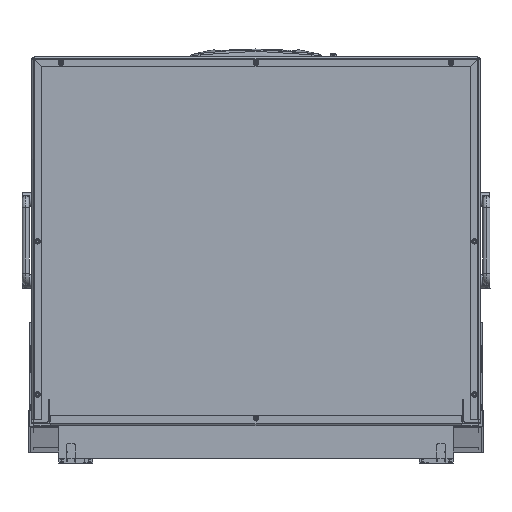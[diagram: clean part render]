
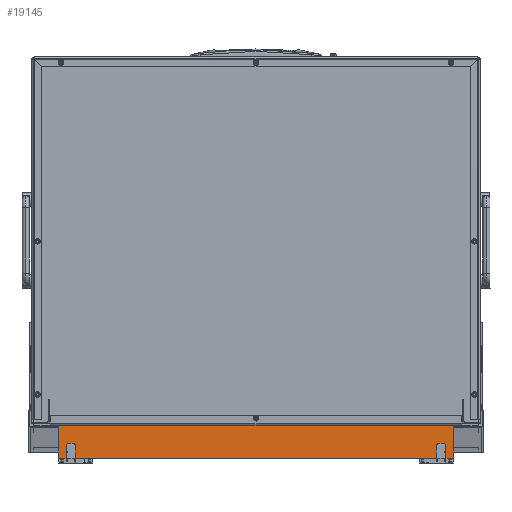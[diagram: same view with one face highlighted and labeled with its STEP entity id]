
A CAD part, front view. The second image highlights one B-rep face of the part: STEP entity #19145.
In plain terms, the highlighted planar face has unit normal (0, -1, 0).
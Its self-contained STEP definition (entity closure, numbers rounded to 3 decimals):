
#533 = VECTOR ( 'NONE', #40901, 1000. ) ;
#535 = VERTEX_POINT ( 'NONE', #12063 ) ;
#688 = CARTESIAN_POINT ( 'NONE',  ( -221., -4., 5. ) ) ;
#1094 = CARTESIAN_POINT ( 'NONE',  ( 242., -4., 20. ) ) ;
#1803 = CARTESIAN_POINT ( 'NONE',  ( -233., -4., 5. ) ) ;
#2174 = ORIENTED_EDGE ( 'NONE', *, *, #76919, .T. ) ;
#2682 = LINE ( 'NONE', #60611, #62420 ) ;
#3038 = FACE_OUTER_BOUND ( 'NONE', #5624, .T. ) ;
#4601 = LINE ( 'NONE', #31363, #21624 ) ;
#5156 = ORIENTED_EDGE ( 'NONE', *, *, #5186, .T. ) ;
#5186 = EDGE_CURVE ( 'NONE', #78571, #16565, #31763, .T. ) ;
#5624 = EDGE_LOOP ( 'NONE', ( #38006, #68835, #11425, #18523, #80905, #20070, #75035, #80835, #37982, #2174, #52419, #58822, #29129, #5156, #57548, #15373 ) ) ;
#6498 = VECTOR ( 'NONE', #53829, 1000. ) ;
#6745 = VERTEX_POINT ( 'NONE', #84394 ) ;
#7254 = CARTESIAN_POINT ( 'NONE',  ( 221., -4., 20. ) ) ;
#7640 = CARTESIAN_POINT ( 'NONE',  ( -224., -4., 5. ) ) ;
#8422 = LINE ( 'NONE', #1094, #6498 ) ;
#10358 = CARTESIAN_POINT ( 'NONE',  ( -242., -4., 20. ) ) ;
#11408 = VERTEX_POINT ( 'NONE', #16956 ) ;
#11425 = ORIENTED_EDGE ( 'NONE', *, *, #84061, .F. ) ;
#11629 = EDGE_CURVE ( 'NONE', #52525, #78571, #25980, .T. ) ;
#11633 = DIRECTION ( 'NONE',  ( 0., 0., 1. ) ) ;
#12063 = CARTESIAN_POINT ( 'NONE',  ( 233., -4., 20. ) ) ;
#12421 = EDGE_CURVE ( 'NONE', #70370, #78095, #8422, .T. ) ;
#12508 = CARTESIAN_POINT ( 'NONE',  ( -221., -4., 20. ) ) ;
#14607 = EDGE_CURVE ( 'NONE', #16565, #62463, #51792, .T. ) ;
#15156 = LINE ( 'NONE', #34187, #62879 ) ;
#15373 = ORIENTED_EDGE ( 'NONE', *, *, #20031, .T. ) ;
#16242 = DIRECTION ( 'NONE',  ( 0., 1., 0. ) ) ;
#16565 = VERTEX_POINT ( 'NONE', #54353 ) ;
#16956 = CARTESIAN_POINT ( 'NONE',  ( 224., -4., 2. ) ) ;
#17582 = CARTESIAN_POINT ( 'NONE',  ( -233., -4., 20. ) ) ;
#17955 = CARTESIAN_POINT ( 'NONE',  ( -242., -4., 20. ) ) ;
#18523 = ORIENTED_EDGE ( 'NONE', *, *, #72878, .F. ) ;
#19145 = ADVANCED_FACE ( 'NONE', ( #3038 ), #37116, .T. ) ;
#20031 = EDGE_CURVE ( 'NONE', #62463, #20077, #58488, .T. ) ;
#20070 = ORIENTED_EDGE ( 'NONE', *, *, #51079, .F. ) ;
#20077 = VERTEX_POINT ( 'NONE', #1803 ) ;
#21265 = CIRCLE ( 'NONE', #38990, 3. ) ;
#21475 = CARTESIAN_POINT ( 'NONE',  ( -233., -4., 20. ) ) ;
#21522 = DIRECTION ( 'NONE',  ( 0., 0., 1. ) ) ;
#21575 = VECTOR ( 'NONE', #37683, 1000. ) ;
#21624 = VECTOR ( 'NONE', #84063, 1000. ) ;
#22473 = EDGE_CURVE ( 'NONE', #50205, #6745, #59539, .T. ) ;
#22502 = CARTESIAN_POINT ( 'NONE',  ( 242., -4., -20. ) ) ;
#24193 = LINE ( 'NONE', #10358, #26866 ) ;
#24732 = DIRECTION ( 'NONE',  ( 0., 1., 0. ) ) ;
#24767 = VECTOR ( 'NONE', #78099, 1000. ) ;
#25967 = EDGE_CURVE ( 'NONE', #82707, #68908, #57032, .T. ) ;
#25980 = LINE ( 'NONE', #84334, #21575 ) ;
#26747 = AXIS2_PLACEMENT_3D ( 'NONE', #83898, #24732, #51090 ) ;
#26866 = VECTOR ( 'NONE', #36704, 1000. ) ;
#27241 = CARTESIAN_POINT ( 'NONE',  ( 221., -4., 5. ) ) ;
#27951 = DIRECTION ( 'NONE',  ( 0., 0., -1. ) ) ;
#29045 = VECTOR ( 'NONE', #43553, 1000. ) ;
#29051 = DIRECTION ( 'NONE',  ( -1., 0., 0. ) ) ;
#29129 = ORIENTED_EDGE ( 'NONE', *, *, #11629, .T. ) ;
#30888 = CARTESIAN_POINT ( 'NONE',  ( 233., -4., 20. ) ) ;
#31363 = CARTESIAN_POINT ( 'NONE',  ( -242., -4., 20. ) ) ;
#31763 = CIRCLE ( 'NONE', #80057, 3. ) ;
#32197 = EDGE_CURVE ( 'NONE', #36915, #51181, #4601, .T. ) ;
#34187 = CARTESIAN_POINT ( 'NONE',  ( -242., -4., 20. ) ) ;
#34466 = CARTESIAN_POINT ( 'NONE',  ( 224., -4., 5. ) ) ;
#35270 = VECTOR ( 'NONE', #36496, 1000. ) ;
#36496 = DIRECTION ( 'NONE',  ( 0., 0., -1. ) ) ;
#36548 = DIRECTION ( 'NONE',  ( 0., 0., 1. ) ) ;
#36704 = DIRECTION ( 'NONE',  ( 0., 0., 1. ) ) ;
#36915 = VERTEX_POINT ( 'NONE', #17955 ) ;
#37116 = PLANE ( 'NONE',  #46957 ) ;
#37683 = DIRECTION ( 'NONE',  ( 0., 0., -1. ) ) ;
#37982 = ORIENTED_EDGE ( 'NONE', *, *, #43312, .T. ) ;
#38006 = ORIENTED_EDGE ( 'NONE', *, *, #54287, .T. ) ;
#38807 = CARTESIAN_POINT ( 'NONE',  ( -230., -4., 2. ) ) ;
#38990 = AXIS2_PLACEMENT_3D ( 'NONE', #34466, #60852, #21522 ) ;
#40901 = DIRECTION ( 'NONE',  ( 0., 0., 1. ) ) ;
#41097 = DIRECTION ( 'NONE',  ( 1., 0., 0. ) ) ;
#42268 = CARTESIAN_POINT ( 'NONE',  ( -242., -4., -20. ) ) ;
#43312 = EDGE_CURVE ( 'NONE', #6745, #11408, #2682, .T. ) ;
#43553 = DIRECTION ( 'NONE',  ( 1., 0., 0. ) ) ;
#43627 = CARTESIAN_POINT ( 'NONE',  ( 221., -4., 20. ) ) ;
#46957 = AXIS2_PLACEMENT_3D ( 'NONE', #22502, #69963, #81676 ) ;
#47535 = CARTESIAN_POINT ( 'NONE',  ( -230., -4., 2. ) ) ;
#50058 = CARTESIAN_POINT ( 'NONE',  ( -242., -4., -20. ) ) ;
#50205 = VERTEX_POINT ( 'NONE', #50398 ) ;
#50398 = CARTESIAN_POINT ( 'NONE',  ( 233., -4., 5. ) ) ;
#51079 = EDGE_CURVE ( 'NONE', #535, #70370, #56516, .T. ) ;
#51090 = DIRECTION ( 'NONE',  ( 0., 0., -1. ) ) ;
#51181 = VERTEX_POINT ( 'NONE', #17582 ) ;
#51792 = LINE ( 'NONE', #38807, #24767 ) ;
#52335 = VECTOR ( 'NONE', #68614, 1000. ) ;
#52419 = ORIENTED_EDGE ( 'NONE', *, *, #25967, .T. ) ;
#52525 = VERTEX_POINT ( 'NONE', #12508 ) ;
#53829 = DIRECTION ( 'NONE',  ( 0., 0., -1. ) ) ;
#54287 = EDGE_CURVE ( 'NONE', #20077, #51181, #60369, .T. ) ;
#54353 = CARTESIAN_POINT ( 'NONE',  ( -224., -4., 2. ) ) ;
#56516 = LINE ( 'NONE', #82848, #29045 ) ;
#56567 = EDGE_CURVE ( 'NONE', #52525, #68908, #15156, .T. ) ;
#57032 = LINE ( 'NONE', #43627, #65862 ) ;
#57548 = ORIENTED_EDGE ( 'NONE', *, *, #14607, .T. ) ;
#58463 = VERTEX_POINT ( 'NONE', #50058 ) ;
#58488 = CIRCLE ( 'NONE', #26747, 3. ) ;
#58822 = ORIENTED_EDGE ( 'NONE', *, *, #56567, .F. ) ;
#59539 = CIRCLE ( 'NONE', #82937, 3. ) ;
#60369 = LINE ( 'NONE', #21475, #533 ) ;
#60611 = CARTESIAN_POINT ( 'NONE',  ( 230., -4., 2. ) ) ;
#60852 = DIRECTION ( 'NONE',  ( 0., 1., 0. ) ) ;
#62420 = VECTOR ( 'NONE', #29051, 1000. ) ;
#62463 = VERTEX_POINT ( 'NONE', #47535 ) ;
#62879 = VECTOR ( 'NONE', #41097, 1000. ) ;
#62911 = CARTESIAN_POINT ( 'NONE',  ( 230., -4., 5. ) ) ;
#65862 = VECTOR ( 'NONE', #11633, 1000. ) ;
#68614 = DIRECTION ( 'NONE',  ( -1., 0., 0. ) ) ;
#68835 = ORIENTED_EDGE ( 'NONE', *, *, #32197, .F. ) ;
#68908 = VERTEX_POINT ( 'NONE', #7254 ) ;
#69234 = CARTESIAN_POINT ( 'NONE',  ( 242., -4., 20. ) ) ;
#69963 = DIRECTION ( 'NONE',  ( 0., -1., 0. ) ) ;
#70370 = VERTEX_POINT ( 'NONE', #69234 ) ;
#72878 = EDGE_CURVE ( 'NONE', #78095, #58463, #81606, .T. ) ;
#75035 = ORIENTED_EDGE ( 'NONE', *, *, #79786, .T. ) ;
#76649 = LINE ( 'NONE', #30888, #35270 ) ;
#76919 = EDGE_CURVE ( 'NONE', #11408, #82707, #21265, .T. ) ;
#78095 = VERTEX_POINT ( 'NONE', #81150 ) ;
#78099 = DIRECTION ( 'NONE',  ( -1., 0., 0. ) ) ;
#78571 = VERTEX_POINT ( 'NONE', #688 ) ;
#79786 = EDGE_CURVE ( 'NONE', #535, #50205, #76649, .T. ) ;
#80057 = AXIS2_PLACEMENT_3D ( 'NONE', #7640, #80222, #27951 ) ;
#80222 = DIRECTION ( 'NONE',  ( 0., 1., 0. ) ) ;
#80835 = ORIENTED_EDGE ( 'NONE', *, *, #22473, .T. ) ;
#80905 = ORIENTED_EDGE ( 'NONE', *, *, #12421, .F. ) ;
#81150 = CARTESIAN_POINT ( 'NONE',  ( 242., -4., -20. ) ) ;
#81606 = LINE ( 'NONE', #42268, #52335 ) ;
#81676 = DIRECTION ( 'NONE',  ( 0., 0., -1. ) ) ;
#82707 = VERTEX_POINT ( 'NONE', #27241 ) ;
#82848 = CARTESIAN_POINT ( 'NONE',  ( -242., -4., 20. ) ) ;
#82937 = AXIS2_PLACEMENT_3D ( 'NONE', #62911, #16242, #36548 ) ;
#83898 = CARTESIAN_POINT ( 'NONE',  ( -230., -4., 5. ) ) ;
#84061 = EDGE_CURVE ( 'NONE', #58463, #36915, #24193, .T. ) ;
#84063 = DIRECTION ( 'NONE',  ( 1., 0., 0. ) ) ;
#84334 = CARTESIAN_POINT ( 'NONE',  ( -221., -4., 20. ) ) ;
#84394 = CARTESIAN_POINT ( 'NONE',  ( 230., -4., 2. ) ) ;
